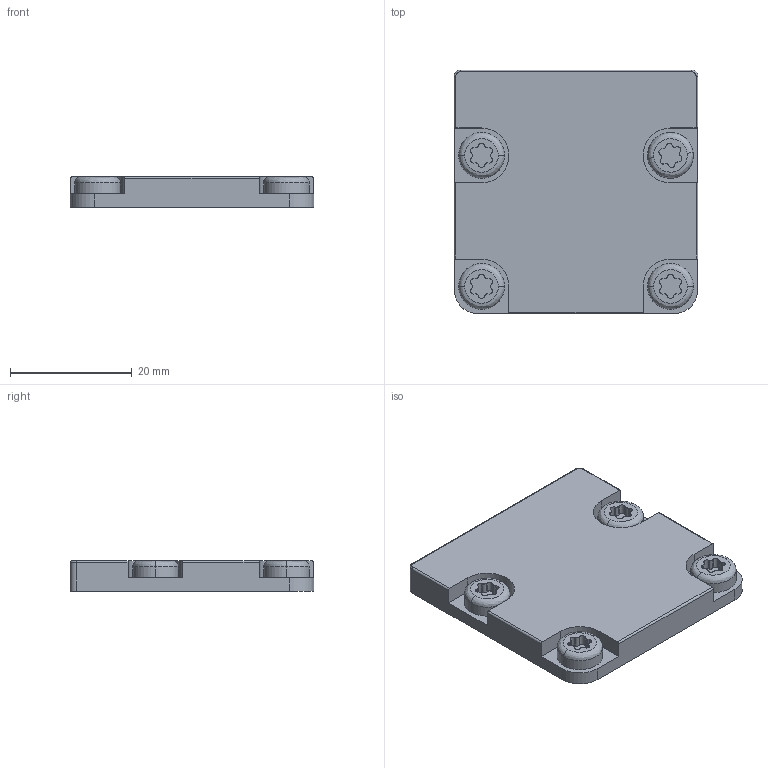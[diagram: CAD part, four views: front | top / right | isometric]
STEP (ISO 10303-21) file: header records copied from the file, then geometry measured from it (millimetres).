
FILE_DESCRIPTION (( 'STEP AP214' ), '1' );
FILE_NAME ('7750012', '2019-02-01T13:52:06', ( '' ), ('JUGARD+KÜNSTNER GmbH'), 'SwSTEP 2.0', 'SolidWorks 2017', '' );
FILE_SCHEMA (( 'AUTOMOTIVE_DESIGN' ));
Length unit declared in the file: millimetre
Products named in the file (1): 7750012_CNAJF00
Bounding box: 40 x 40 x 5 mm (x, y, z)
Volume: 7554.1 mm3; surface area: 4341.5 mm2
Topology: 1 solids, 1 shells, 167 faces, 461 edges, 304 vertices
Faces by surface type: cylinder 83, plane 74, bspline 10
Entity records: 7352 total; most frequent: CARTESIAN_POINT 1113, DIRECTION 943, ORIENTED_EDGE 922, EDGE_CURVE 461, AXIS2_PLACEMENT_3D 334, VERTEX_POINT 304, LINE 275, VECTOR 275
